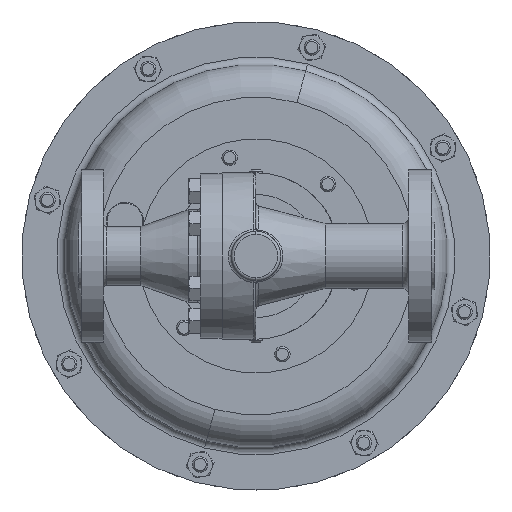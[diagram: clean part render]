
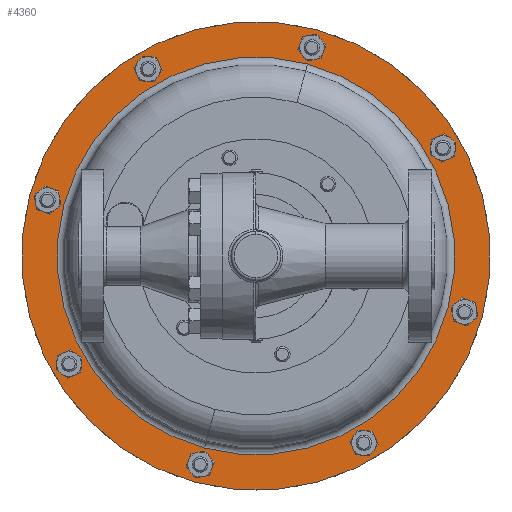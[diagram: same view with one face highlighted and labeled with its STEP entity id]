
A CAD part, front view. The second image highlights one B-rep face of the part: STEP entity #4360.
In plain terms, the highlighted planar face has unit normal (0, -1, 0).
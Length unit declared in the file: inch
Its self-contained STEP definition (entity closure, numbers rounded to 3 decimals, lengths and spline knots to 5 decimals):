
#121 = DIRECTION ( 'NONE',  ( 0., -1., 0. ) ) ;
#705 = DIRECTION ( 'NONE',  ( 0., 1., 0. ) ) ;
#993 = VERTEX_POINT ( 'NONE', #19693 ) ;
#3257 = DIRECTION ( 'NONE',  ( 0., 1., 0. ) ) ;
#4360 = ADVANCED_FACE ( 'NONE', ( #12220, #8150 ), #22079, .T. ) ;
#4494 = EDGE_CURVE ( 'NONE', #24782, #25580, #19728, .T. ) ;
#5436 = CIRCLE ( 'NONE', #8820, 4.029 ) ;
#5496 = ORIENTED_EDGE ( 'NONE', *, *, #12380, .T. ) ;
#5951 = ORIENTED_EDGE ( 'NONE', *, *, #4494, .F. ) ;
#6581 = CIRCLE ( 'NONE', #21968, 4.75 ) ;
#6667 = CARTESIAN_POINT ( 'NONE',  ( 1.9462, 10.64706, 7.74644 ) ) ;
#7057 = ORIENTED_EDGE ( 'NONE', *, *, #18809, .F. ) ;
#7557 = DIRECTION ( 'NONE',  ( 0., 1., 0. ) ) ;
#8150 = FACE_OUTER_BOUND ( 'NONE', #10297, .T. ) ;
#8361 = AXIS2_PLACEMENT_3D ( 'NONE', #12645, #705, #14684 ) ;
#8820 = AXIS2_PLACEMENT_3D ( 'NONE', #19551, #7557, #21592 ) ;
#9529 = AXIS2_PLACEMENT_3D ( 'NONE', #22603, #10565, #24576 ) ;
#10056 = CARTESIAN_POINT ( 'NONE',  ( -3.87134, 10.64706, 4.38768 ) ) ;
#10297 = EDGE_LOOP ( 'NONE', ( #5951, #7057 ) ) ;
#10565 = DIRECTION ( 'NONE',  ( 0., 1., 0. ) ) ;
#12156 = CIRCLE ( 'NONE', #8361, 4.029 ) ;
#12220 = FACE_BOUND ( 'NONE', #25017, .T. ) ;
#12380 = EDGE_CURVE ( 'NONE', #25355, #993, #5436, .T. ) ;
#12645 = CARTESIAN_POINT ( 'NONE',  ( 0.71681, 10.64706, 3.15829 ) ) ;
#14097 = DIRECTION ( 'NONE',  ( 0.259, 0., 0.966 ) ) ;
#14684 = DIRECTION ( 'NONE',  ( -0.259, 0., -0.966 ) ) ;
#14867 = EDGE_CURVE ( 'NONE', #993, #25355, #12156, .T. ) ;
#15256 = CARTESIAN_POINT ( 'NONE',  ( 0.71681, 10.64706, 3.15829 ) ) ;
#17274 = DIRECTION ( 'NONE',  ( -0.259, 0., -0.966 ) ) ;
#17899 = CARTESIAN_POINT ( 'NONE',  ( -0.32597, 10.64706, -0.73342 ) ) ;
#18809 = EDGE_CURVE ( 'NONE', #25580, #24782, #6581, .T. ) ;
#19551 = CARTESIAN_POINT ( 'NONE',  ( 0.71681, 10.64706, 3.15829 ) ) ;
#19693 = CARTESIAN_POINT ( 'NONE',  ( 1.75959, 10.64706, 7.05001 ) ) ;
#19728 = CIRCLE ( 'NONE', #9529, 4.75 ) ;
#20224 = ORIENTED_EDGE ( 'NONE', *, *, #14867, .T. ) ;
#21592 = DIRECTION ( 'NONE',  ( -0.259, 0., -0.966 ) ) ;
#21968 = AXIS2_PLACEMENT_3D ( 'NONE', #15256, #3257, #17274 ) ;
#22079 = PLANE ( 'NONE',  #23480 ) ;
#22603 = CARTESIAN_POINT ( 'NONE',  ( 0.71681, 10.64706, 3.15829 ) ) ;
#23480 = AXIS2_PLACEMENT_3D ( 'NONE', #10056, #121, #14097 ) ;
#24145 = CARTESIAN_POINT ( 'NONE',  ( -0.51258, 10.64706, -1.42985 ) ) ;
#24576 = DIRECTION ( 'NONE',  ( -0.259, 0., -0.966 ) ) ;
#24782 = VERTEX_POINT ( 'NONE', #24145 ) ;
#25017 = EDGE_LOOP ( 'NONE', ( #5496, #20224 ) ) ;
#25355 = VERTEX_POINT ( 'NONE', #17899 ) ;
#25580 = VERTEX_POINT ( 'NONE', #6667 ) ;
